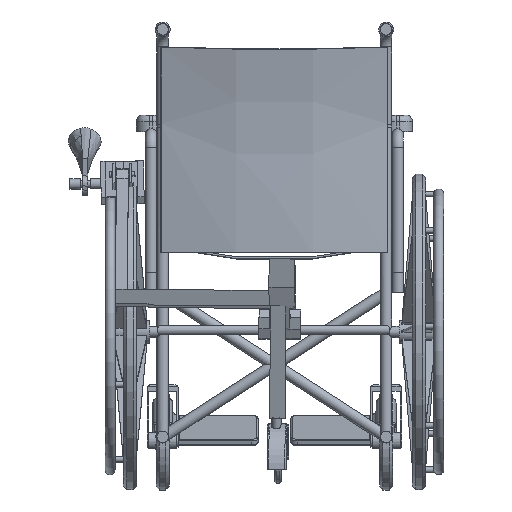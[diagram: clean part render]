
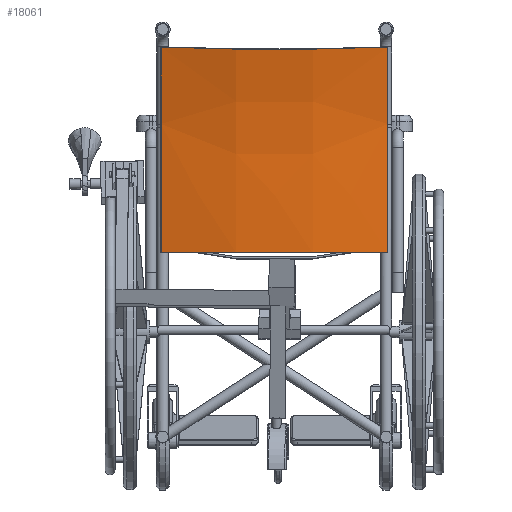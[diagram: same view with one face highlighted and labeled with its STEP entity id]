
A CAD part, top view. The second image highlights one B-rep face of the part: STEP entity #18061.
In plain terms, the highlighted free-form (B-spline) face has degree [3, 3] with [4, 4] control points.
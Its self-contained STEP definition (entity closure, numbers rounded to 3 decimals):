
#64=B_SPLINE_SURFACE_WITH_KNOTS('',3,3,((#30330,#30331,#30332,#30333),(#30334,
#30335,#30336,#30337),(#30338,#30339,#30340,#30341),(#30342,#30343,#30344,
#30345)),.UNSPECIFIED.,.F.,.F.,.F.,(4,4),(4,4),(0.,1.),(0.,1.),
 .UNSPECIFIED.);
#3176=B_SPLINE_CURVE_WITH_KNOTS('',3,(#30260,#30261,#30262,#30263,#30264,
#30265),.UNSPECIFIED.,.F.,.F.,(4,2,4),(-44.311,-22.155,
0.),.UNSPECIFIED.);
#3178=B_SPLINE_CURVE_WITH_KNOTS('',3,(#30279,#30280,#30281,#30282,#30283,
#30284),.UNSPECIFIED.,.F.,.F.,(4,2,4),(-44.311,-22.155,
0.),.UNSPECIFIED.);
#3180=B_SPLINE_CURVE_WITH_KNOTS('',3,(#30306,#30307,#30308,#30309),
 .UNSPECIFIED.,.F.,.F.,(4,4),(0.,1.),.UNSPECIFIED.);
#3182=B_SPLINE_CURVE_WITH_KNOTS('',3,(#30346,#30347,#30348,#30349),
 .UNSPECIFIED.,.F.,.F.,(4,4),(0.,1.),.UNSPECIFIED.);
#5845=FACE_OUTER_BOUND('',#7132,.T.);
#7132=EDGE_LOOP('',(#15483,#15484,#15485,#15486));
#8861=VERTEX_POINT('',#30257);
#8862=VERTEX_POINT('',#30259);
#8865=VERTEX_POINT('',#30276);
#8866=VERTEX_POINT('',#30278);
#11145=EDGE_CURVE('',#8861,#8862,#3176,.T.);
#11149=EDGE_CURVE('',#8866,#8865,#3178,.T.);
#11152=EDGE_CURVE('',#8865,#8862,#3180,.T.);
#11154=EDGE_CURVE('',#8866,#8861,#3182,.T.);
#15483=ORIENTED_EDGE('',*,*,#11149,.T.);
#15484=ORIENTED_EDGE('',*,*,#11152,.T.);
#15485=ORIENTED_EDGE('',*,*,#11145,.F.);
#15486=ORIENTED_EDGE('',*,*,#11154,.F.);
#18061=ADVANCED_FACE('',(#5845),#64,.T.);
#30257=CARTESIAN_POINT('',(-3.424,-34.171,-112.146));
#30259=CARTESIAN_POINT('',(435.224,-34.171,-112.146));
#30260=CARTESIAN_POINT('Ctrl Pts',(-3.424,-34.171,
-112.146));
#30261=CARTESIAN_POINT('Ctrl Pts',(68.457,-36.995,-95.438));
#30262=CARTESIAN_POINT('Ctrl Pts',(142.056,-38.421,-87.002));
#30263=CARTESIAN_POINT('Ctrl Pts',(289.744,-38.421,-87.002));
#30264=CARTESIAN_POINT('Ctrl Pts',(363.343,-36.995,-95.438));
#30265=CARTESIAN_POINT('Ctrl Pts',(435.224,-34.171,-112.146));
#30276=CARTESIAN_POINT('',(435.224,-431.8,-137.876));
#30278=CARTESIAN_POINT('',(-3.424,-431.8,-137.876));
#30279=CARTESIAN_POINT('Ctrl Pts',(-3.424,-431.8,-137.876));
#30280=CARTESIAN_POINT('Ctrl Pts',(68.457,-431.8,-120.931));
#30281=CARTESIAN_POINT('Ctrl Pts',(142.056,-431.8,-112.375));
#30282=CARTESIAN_POINT('Ctrl Pts',(289.744,-431.8,-112.375));
#30283=CARTESIAN_POINT('Ctrl Pts',(363.343,-431.8,-120.931));
#30284=CARTESIAN_POINT('Ctrl Pts',(435.224,-431.8,-137.876));
#30306=CARTESIAN_POINT('Ctrl Pts',(435.224,-431.8,-137.876));
#30307=CARTESIAN_POINT('Ctrl Pts',(435.224,-166.159,-137.876));
#30308=CARTESIAN_POINT('Ctrl Pts',(435.224,-165.133,-134.283));
#30309=CARTESIAN_POINT('Ctrl Pts',(435.224,-34.171,-112.146));
#30330=CARTESIAN_POINT('Ctrl Pts',(-3.424,-431.8,-137.876));
#30331=CARTESIAN_POINT('Ctrl Pts',(-3.424,-166.159,
-137.876));
#30332=CARTESIAN_POINT('Ctrl Pts',(-3.424,-165.133,
-134.283));
#30333=CARTESIAN_POINT('Ctrl Pts',(-3.424,-34.171,
-112.146));
#30334=CARTESIAN_POINT('Ctrl Pts',(140.812,-431.8,-103.874));
#30335=CARTESIAN_POINT('Ctrl Pts',(140.812,-166.159,-103.874));
#30336=CARTESIAN_POINT('Ctrl Pts',(140.812,-170.8,-100.757));
#30337=CARTESIAN_POINT('Ctrl Pts',(140.812,-39.838,-78.62));
#30338=CARTESIAN_POINT('Ctrl Pts',(290.988,-431.8,-103.874));
#30339=CARTESIAN_POINT('Ctrl Pts',(290.988,-166.159,-103.874));
#30340=CARTESIAN_POINT('Ctrl Pts',(290.988,-170.8,-100.757));
#30341=CARTESIAN_POINT('Ctrl Pts',(290.988,-39.838,-78.62));
#30342=CARTESIAN_POINT('Ctrl Pts',(435.224,-431.8,-137.876));
#30343=CARTESIAN_POINT('Ctrl Pts',(435.224,-166.159,-137.876));
#30344=CARTESIAN_POINT('Ctrl Pts',(435.224,-165.133,-134.283));
#30345=CARTESIAN_POINT('Ctrl Pts',(435.224,-34.171,-112.146));
#30346=CARTESIAN_POINT('Ctrl Pts',(-3.424,-431.8,-137.876));
#30347=CARTESIAN_POINT('Ctrl Pts',(-3.424,-166.159,-137.876));
#30348=CARTESIAN_POINT('Ctrl Pts',(-3.424,-165.133,
-134.283));
#30349=CARTESIAN_POINT('Ctrl Pts',(-3.424,-34.171,
-112.146));
